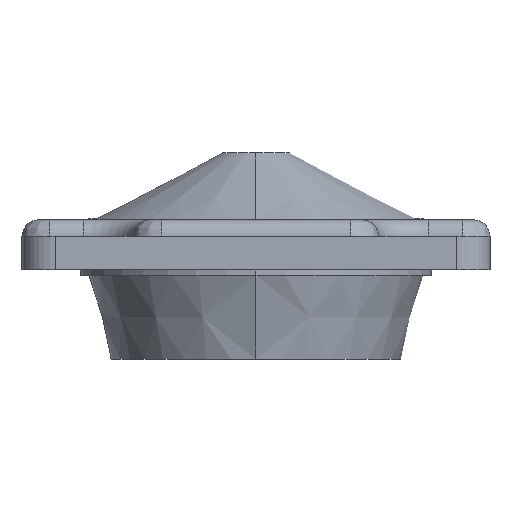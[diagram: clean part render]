
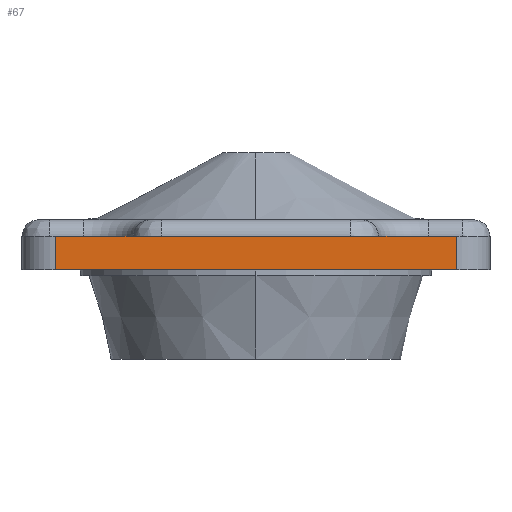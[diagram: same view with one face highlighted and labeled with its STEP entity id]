
A CAD part, left-side view. The second image highlights one B-rep face of the part: STEP entity #67.
In plain terms, the highlighted planar face has unit normal (-1, 0, 0).
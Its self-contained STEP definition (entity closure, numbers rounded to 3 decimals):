
#67=ADVANCED_FACE('',(#223),#224,.T.);
#223=FACE_OUTER_BOUND('',#546,.T.);
#224=PLANE('',#547);
#546=EDGE_LOOP('',(#1089,#1090,#1091,#1092,#1093,#1094));
#547=AXIS2_PLACEMENT_3D('',#1095,#1096,#1097);
#1089=ORIENTED_EDGE('',*,*,#1877,.F.);
#1090=ORIENTED_EDGE('',*,*,#1919,.F.);
#1091=ORIENTED_EDGE('',*,*,#1843,.T.);
#1092=ORIENTED_EDGE('',*,*,#1920,.T.);
#1093=ORIENTED_EDGE('',*,*,#1865,.F.);
#1094=ORIENTED_EDGE('',*,*,#1918,.T.);
#1095=CARTESIAN_POINT('',(-108.0,36.0,0.0));
#1096=DIRECTION('',(-1.0,0.0,0.0));
#1097=DIRECTION('',(0.0,0.0,1.0));
#1843=EDGE_CURVE('',#2144,#2142,#2145,.T.);
#1865=EDGE_CURVE('',#2182,#2184,#2185,.T.);
#1877=EDGE_CURVE('',#2206,#2208,#2209,.T.);
#1918=EDGE_CURVE('',#2182,#2208,#2277,.T.);
#1919=EDGE_CURVE('',#2144,#2206,#2278,.T.);
#1920=EDGE_CURVE('',#2142,#2184,#2279,.T.);
#2142=VERTEX_POINT('',#2619);
#2144=VERTEX_POINT('',#2621);
#2145=LINE('',#2622,#2623);
#2182=VERTEX_POINT('',#2666);
#2184=VERTEX_POINT('',#2668);
#2185=LINE('',#2669,#2670);
#2206=VERTEX_POINT('',#2695);
#2208=VERTEX_POINT('',#2697);
#2209=LINE('',#2698,#2699);
#2277=LINE('',#2784,#2785);
#2278=LINE('',#2786,#2787);
#2279=LINE('',#2788,#2789);
#2619=CARTESIAN_POINT('',(-108.0,-36.0,0.0));
#2621=CARTESIAN_POINT('',(-108.0,36.0,0.0));
#2622=CARTESIAN_POINT('',(-108.0,36.0,0.0));
#2623=VECTOR('',#3197,72.0);
#2666=CARTESIAN_POINT('',(-108.0,-17.0,6.0));
#2668=CARTESIAN_POINT('',(-108.0,-36.0,6.0));
#2669=CARTESIAN_POINT('',(-108.0,-17.,6.0));
#2670=VECTOR('',#3249,19.);
#2695=CARTESIAN_POINT('',(-108.0,36.0,6.0));
#2697=CARTESIAN_POINT('',(-108.0,17.,6.0));
#2698=CARTESIAN_POINT('',(-108.0,36.0,6.0));
#2699=VECTOR('',#3275,19.);
#2784=CARTESIAN_POINT('',(-108.0,-17.,6.0));
#2785=VECTOR('',#3362,34.);
#2786=CARTESIAN_POINT('',(-108.0,36.0,0.0));
#2787=VECTOR('',#3363,6.0);
#2788=CARTESIAN_POINT('',(-108.0,-36.0,0.0));
#2789=VECTOR('',#3364,6.0);
#3197=DIRECTION('',(0.0,-1.0,0.0));
#3249=DIRECTION('',(0.0,-1.0,0.0));
#3275=DIRECTION('',(0.0,-1.0,0.0));
#3362=DIRECTION('',(0.0,1.0,0.0));
#3363=DIRECTION('',(0.0,0.0,1.0));
#3364=DIRECTION('',(0.0,0.0,1.0));
